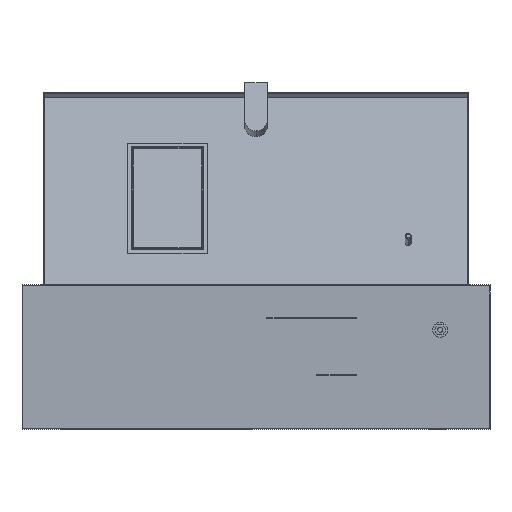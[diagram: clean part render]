
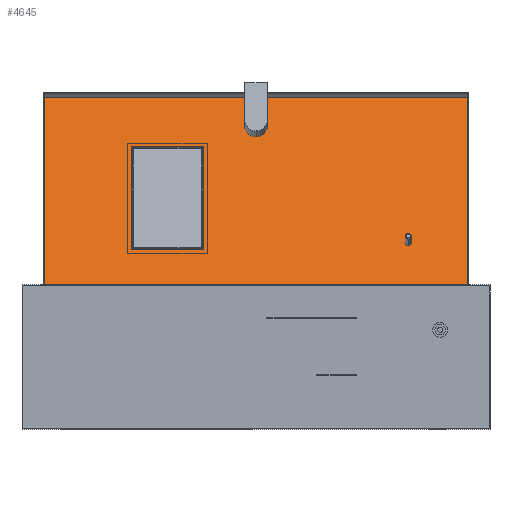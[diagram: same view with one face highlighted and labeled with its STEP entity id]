
A CAD part, left-side view. The second image highlights one B-rep face of the part: STEP entity #4645.
In plain terms, the highlighted face is planar.
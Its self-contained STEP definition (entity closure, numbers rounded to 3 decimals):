
#179 = VERTEX_POINT ( 'NONE', #6143 ) ;
#349 = DIRECTION ( 'NONE',  ( 1., 0., 0. ) ) ;
#544 = CARTESIAN_POINT ( 'NONE',  ( 48., -153., -1. ) ) ;
#695 = AXIS2_PLACEMENT_3D ( 'NONE', #544, #10862, #349 ) ;
#735 = DIRECTION ( 'NONE',  ( -1., 0., 0. ) ) ;
#840 = DIRECTION ( 'NONE',  ( 1., 0., 0. ) ) ;
#1028 = CARTESIAN_POINT ( 'NONE',  ( 107., 212., -1. ) ) ;
#1094 = EDGE_LOOP ( 'NONE', ( #1551, #9189, #5313, #9182 ) ) ;
#1138 = CARTESIAN_POINT ( 'NONE',  ( -65.5, 0., -1. ) ) ;
#1324 = LINE ( 'NONE', #5591, #6685 ) ;
#1388 = DIRECTION ( 'NONE',  ( 0., -1., 0. ) ) ;
#1437 = CIRCLE ( 'NONE', #6995, 3. ) ;
#1514 = EDGE_CURVE ( 'NONE', #9788, #8400, #5196, .T. ) ;
#1551 = ORIENTED_EDGE ( 'NONE', *, *, #8287, .T. ) ;
#1666 = CARTESIAN_POINT ( 'NONE',  ( -107., -212., -1. ) ) ;
#1814 = VERTEX_POINT ( 'NONE', #6989 ) ;
#1866 = CARTESIAN_POINT ( 'NONE',  ( -88.5, 0., -1. ) ) ;
#2057 = LINE ( 'NONE', #10631, #10098 ) ;
#2196 = VECTOR ( 'NONE', #8221, 1000. ) ;
#2279 = DIRECTION ( 'NONE',  ( 0., 0., 1. ) ) ;
#2392 = VERTEX_POINT ( 'NONE', #1666 ) ;
#2416 = CARTESIAN_POINT ( 'NONE',  ( 0., 53., -1. ) ) ;
#3056 = DIRECTION ( 'NONE',  ( 0., 1., 0. ) ) ;
#3079 = DIRECTION ( 'NONE',  ( 0., 1., 0. ) ) ;
#3128 = ORIENTED_EDGE ( 'NONE', *, *, #11587, .F. ) ;
#3291 = ORIENTED_EDGE ( 'NONE', *, *, #8349, .F. ) ;
#3401 = VERTEX_POINT ( 'NONE', #1138 ) ;
#3518 = ORIENTED_EDGE ( 'NONE', *, *, #7847, .F. ) ;
#3631 = CARTESIAN_POINT ( 'NONE',  ( 45., -153., -1. ) ) ;
#3748 = DIRECTION ( 'NONE',  ( 1., 0., 0. ) ) ;
#3832 = FACE_BOUND ( 'NONE', #1094, .T. ) ;
#3871 = ORIENTED_EDGE ( 'NONE', *, *, #4952, .F. ) ;
#3910 = LINE ( 'NONE', #7959, #8384 ) ;
#4010 = DIRECTION ( 'NONE',  ( 1., 0., 0. ) ) ;
#4044 = LINE ( 'NONE', #4417, #5078 ) ;
#4130 = DIRECTION ( 'NONE',  ( 0., 0., 1. ) ) ;
#4170 = LINE ( 'NONE', #2416, #8843 ) ;
#4229 = CARTESIAN_POINT ( 'NONE',  ( -55., 53., -1. ) ) ;
#4296 = EDGE_CURVE ( 'NONE', #179, #5129, #2057, .T. ) ;
#4363 = EDGE_CURVE ( 'NONE', #10522, #3401, #9036, .T. ) ;
#4417 = CARTESIAN_POINT ( 'NONE',  ( 0., 212., -1. ) ) ;
#4496 = VECTOR ( 'NONE', #6366, 1000. ) ;
#4521 = CARTESIAN_POINT ( 'NONE',  ( 48., -153., -1. ) ) ;
#4645 = ADVANCED_FACE ( 'NONE', ( #3832, #9468, #5384, #8869 ), #7679, .F. ) ;
#4699 = DIRECTION ( 'NONE',  ( 0., 0., -1. ) ) ;
#4910 = CARTESIAN_POINT ( 'NONE',  ( -77., 0., -1. ) ) ;
#4952 = EDGE_CURVE ( 'NONE', #2392, #179, #6308, .T. ) ;
#5027 = VERTEX_POINT ( 'NONE', #3631 ) ;
#5031 = EDGE_LOOP ( 'NONE', ( #12071, #8498 ) ) ;
#5078 = VECTOR ( 'NONE', #735, 1000. ) ;
#5129 = VERTEX_POINT ( 'NONE', #1028 ) ;
#5153 = CIRCLE ( 'NONE', #695, 3. ) ;
#5196 = LINE ( 'NONE', #12052, #8992 ) ;
#5313 = ORIENTED_EDGE ( 'NONE', *, *, #7456, .T. ) ;
#5384 = FACE_OUTER_BOUND ( 'NONE', #9737, .T. ) ;
#5579 = LINE ( 'NONE', #9261, #4496 ) ;
#5591 = CARTESIAN_POINT ( 'NONE',  ( -107., 0., -1. ) ) ;
#5981 = CARTESIAN_POINT ( 'NONE',  ( 55., 125., -1. ) ) ;
#6025 = EDGE_CURVE ( 'NONE', #3401, #10522, #6229, .T. ) ;
#6133 = CARTESIAN_POINT ( 'NONE',  ( -77., 0., -1. ) ) ;
#6143 = CARTESIAN_POINT ( 'NONE',  ( 107., -212., -1. ) ) ;
#6203 = VERTEX_POINT ( 'NONE', #11081 ) ;
#6229 = CIRCLE ( 'NONE', #11251, 11.5 ) ;
#6308 = LINE ( 'NONE', #6483, #2196 ) ;
#6351 = CARTESIAN_POINT ( 'NONE',  ( 0., 0., -1. ) ) ;
#6366 = DIRECTION ( 'NONE',  ( -1., 0., 0. ) ) ;
#6397 = ORIENTED_EDGE ( 'NONE', *, *, #10958, .F. ) ;
#6483 = CARTESIAN_POINT ( 'NONE',  ( 0., -212., -1. ) ) ;
#6685 = VECTOR ( 'NONE', #10870, 1000. ) ;
#6691 = VERTEX_POINT ( 'NONE', #4229 ) ;
#6835 = DIRECTION ( 'NONE',  ( 1., 0., 0. ) ) ;
#6989 = CARTESIAN_POINT ( 'NONE',  ( 51., -153., -1. ) ) ;
#6995 = AXIS2_PLACEMENT_3D ( 'NONE', #4521, #4699, #3748 ) ;
#7173 = EDGE_CURVE ( 'NONE', #11822, #6691, #3910, .T. ) ;
#7278 = DIRECTION ( 'NONE',  ( 1., 0., 0. ) ) ;
#7341 = CARTESIAN_POINT ( 'NONE',  ( -55., 125., -1. ) ) ;
#7456 = EDGE_CURVE ( 'NONE', #6691, #9788, #4170, .T. ) ;
#7679 = PLANE ( 'NONE',  #9318 ) ;
#7709 = EDGE_LOOP ( 'NONE', ( #3518, #6397 ) ) ;
#7847 = EDGE_CURVE ( 'NONE', #1814, #5027, #5153, .T. ) ;
#7959 = CARTESIAN_POINT ( 'NONE',  ( -55., 0., -1. ) ) ;
#8221 = DIRECTION ( 'NONE',  ( 1., 0., 0. ) ) ;
#8287 = EDGE_CURVE ( 'NONE', #8400, #11822, #5579, .T. ) ;
#8349 = EDGE_CURVE ( 'NONE', #6203, #2392, #1324, .T. ) ;
#8384 = VECTOR ( 'NONE', #1388, 1000. ) ;
#8400 = VERTEX_POINT ( 'NONE', #5981 ) ;
#8498 = ORIENTED_EDGE ( 'NONE', *, *, #4363, .T. ) ;
#8843 = VECTOR ( 'NONE', #840, 1000. ) ;
#8869 = FACE_BOUND ( 'NONE', #7709, .T. ) ;
#8992 = VECTOR ( 'NONE', #3079, 1000. ) ;
#8997 = ORIENTED_EDGE ( 'NONE', *, *, #4296, .F. ) ;
#9036 = CIRCLE ( 'NONE', #11491, 11.5 ) ;
#9182 = ORIENTED_EDGE ( 'NONE', *, *, #1514, .T. ) ;
#9189 = ORIENTED_EDGE ( 'NONE', *, *, #7173, .T. ) ;
#9237 = DIRECTION ( 'NONE',  ( 0., 0., 1. ) ) ;
#9261 = CARTESIAN_POINT ( 'NONE',  ( 0., 125., -1. ) ) ;
#9318 = AXIS2_PLACEMENT_3D ( 'NONE', #6351, #2279, #7278 ) ;
#9468 = FACE_BOUND ( 'NONE', #5031, .T. ) ;
#9547 = CARTESIAN_POINT ( 'NONE',  ( 55., 53., -1. ) ) ;
#9737 = EDGE_LOOP ( 'NONE', ( #3291, #3128, #8997, #3871 ) ) ;
#9788 = VERTEX_POINT ( 'NONE', #9547 ) ;
#10098 = VECTOR ( 'NONE', #3056, 1000. ) ;
#10522 = VERTEX_POINT ( 'NONE', #1866 ) ;
#10631 = CARTESIAN_POINT ( 'NONE',  ( 107., 0., -1. ) ) ;
#10862 = DIRECTION ( 'NONE',  ( 0., 0., -1. ) ) ;
#10870 = DIRECTION ( 'NONE',  ( 0., -1., 0. ) ) ;
#10958 = EDGE_CURVE ( 'NONE', #5027, #1814, #1437, .T. ) ;
#11081 = CARTESIAN_POINT ( 'NONE',  ( -107., 212., -1. ) ) ;
#11251 = AXIS2_PLACEMENT_3D ( 'NONE', #4910, #4130, #6835 ) ;
#11491 = AXIS2_PLACEMENT_3D ( 'NONE', #6133, #9237, #4010 ) ;
#11587 = EDGE_CURVE ( 'NONE', #5129, #6203, #4044, .T. ) ;
#11822 = VERTEX_POINT ( 'NONE', #7341 ) ;
#12052 = CARTESIAN_POINT ( 'NONE',  ( 55., 0., -1. ) ) ;
#12071 = ORIENTED_EDGE ( 'NONE', *, *, #6025, .T. ) ;
